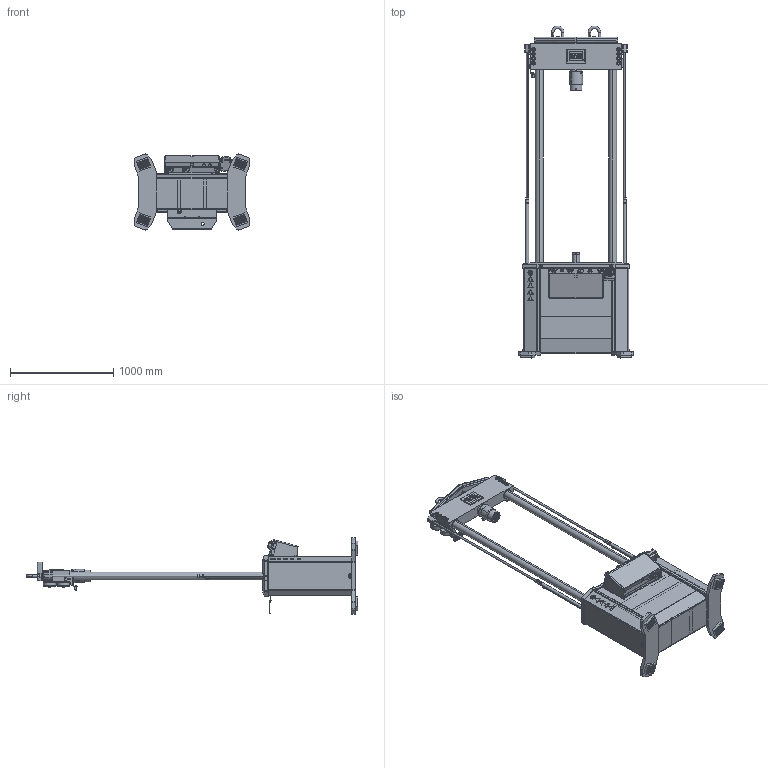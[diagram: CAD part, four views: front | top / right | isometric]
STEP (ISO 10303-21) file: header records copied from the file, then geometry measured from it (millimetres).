
FILE_DESCRIPTION (( 'STEP AP203' ), '1' );
FILE_NAME ('37025.STEP', '2024-11-15T20:52:19', ( '' ), ( '' ), 'SwSTEP 2.0', 'SolidWorks 2023', '' );
FILE_SCHEMA (( 'CONFIG_CONTROL_DESIGN' ));
Products named in the file (1): 37025
Bounding box: 1112.26 x 3215.59 x 736.56 mm (x, y, z)
Surface area: 10379772.8 mm2 (no closed solid volume)
Topology: 0 solids, 462 shells, 2049 faces, 9202 edges, 7388 vertices
Faces by surface type: plane 955, cylinder 671, cone 194, torus 102, bspline 79, sphere 48
Entity records: 111477 total; most frequent: CARTESIAN_POINT 38623, DIRECTION 15149, ORIENTED_EDGE 11972, EDGE_CURVE 9177, VERTEX_POINT 7383, AXIS2_PLACEMENT_3D 5110, VECTOR 4929, LINE 4929
